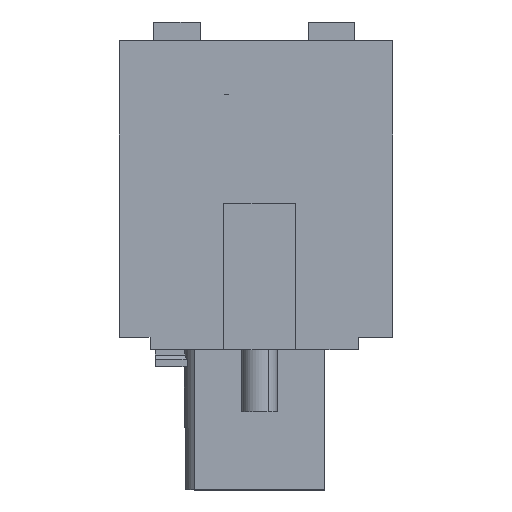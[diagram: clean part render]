
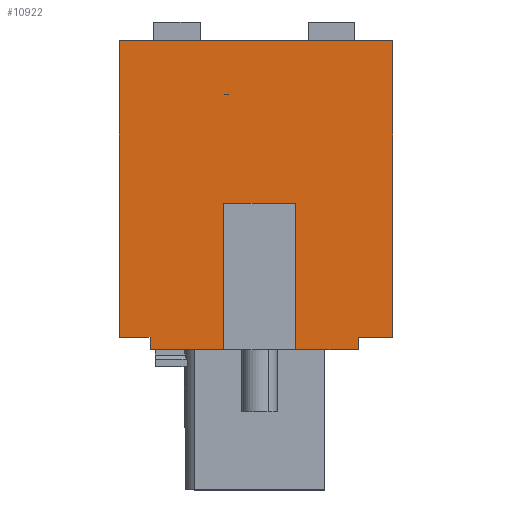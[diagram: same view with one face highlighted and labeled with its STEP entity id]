
A CAD part, left-side view. The second image highlights one B-rep face of the part: STEP entity #10922.
In plain terms, the highlighted planar face has unit normal (-1, 0, 0).
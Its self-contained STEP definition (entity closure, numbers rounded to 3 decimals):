
#10887=AXIS2_PLACEMENT_3D('Plane Axis2P3D',#10884,#10885,#10886) ;
#40=CARTESIAN_POINT('Vertex',(3.375,0.,25.)) ;
#3976=CARTESIAN_POINT('Vertex',(3.375,15.2,25.)) ;
#3979=CARTESIAN_POINT('Line Origine',(3.375,7.6,25.)) ;
#4947=CARTESIAN_POINT('Vertex',(3.375,15.2,8.5)) ;
#4950=CARTESIAN_POINT('Line Origine',(3.375,15.2,16.75)) ;
#5727=CARTESIAN_POINT('Line Origine',(3.375,14.35,8.5)) ;
#5731=CARTESIAN_POINT('Vertex',(3.375,13.5,8.5)) ;
#5764=CARTESIAN_POINT('Vertex',(3.375,13.5,7.8)) ;
#5767=CARTESIAN_POINT('Line Origine',(3.375,13.5,8.15)) ;
#5795=CARTESIAN_POINT('Vertex',(3.375,1.9,7.8)) ;
#5809=CARTESIAN_POINT('Vertex',(3.375,1.9,8.5)) ;
#5812=CARTESIAN_POINT('Line Origine',(3.375,1.9,8.15)) ;
#5824=CARTESIAN_POINT('Line Origine',(3.375,0.95,8.5)) ;
#5828=CARTESIAN_POINT('Vertex',(3.375,0.,8.5)) ;
#5874=CARTESIAN_POINT('Line Origine',(3.375,0.,16.75)) ;
#8891=CARTESIAN_POINT('Line Origine',(3.375,3.65,7.8)) ;
#8895=CARTESIAN_POINT('Vertex',(3.375,5.4,7.8)) ;
#8916=CARTESIAN_POINT('Vertex',(3.375,9.4,7.8)) ;
#8919=CARTESIAN_POINT('Line Origine',(3.375,11.45,7.8)) ;
#10884=CARTESIAN_POINT('Axis2P3D Location',(3.375,0.,0.)) ;
#10889=CARTESIAN_POINT('Line Origine',(3.375,9.4,16.4)) ;
#10893=CARTESIAN_POINT('Vertex',(3.375,9.4,15.95)) ;
#10896=CARTESIAN_POINT('Line Origine',(3.375,7.6,15.95)) ;
#10900=CARTESIAN_POINT('Vertex',(3.375,5.4,15.95)) ;
#10903=CARTESIAN_POINT('Line Origine',(3.375,5.4,16.4)) ;
#3980=DIRECTION('Vector Direction',(0.,1.,0.)) ;
#4951=DIRECTION('Vector Direction',(0.,0.,1.)) ;
#5728=DIRECTION('Vector Direction',(0.,1.,0.)) ;
#5768=DIRECTION('Vector Direction',(0.,0.,1.)) ;
#5813=DIRECTION('Vector Direction',(0.,0.,-1.)) ;
#5825=DIRECTION('Vector Direction',(0.,1.,0.)) ;
#5875=DIRECTION('Vector Direction',(0.,0.,-1.)) ;
#8892=DIRECTION('Vector Direction',(0.,1.,0.)) ;
#8920=DIRECTION('Vector Direction',(0.,1.,0.)) ;
#10885=DIRECTION('Axis2P3D Direction',(-1.,0.,0.)) ;
#10886=DIRECTION('Axis2P3D XDirection',(0.,0.,1.)) ;
#10890=DIRECTION('Vector Direction',(0.,0.,1.)) ;
#10897=DIRECTION('Vector Direction',(0.,1.,0.)) ;
#10904=DIRECTION('Vector Direction',(0.,0.,1.)) ;
#3981=VECTOR('Line Direction',#3980,1.) ;
#4952=VECTOR('Line Direction',#4951,1.) ;
#5729=VECTOR('Line Direction',#5728,1.) ;
#5769=VECTOR('Line Direction',#5768,1.) ;
#5814=VECTOR('Line Direction',#5813,1.) ;
#5826=VECTOR('Line Direction',#5825,1.) ;
#5876=VECTOR('Line Direction',#5875,1.) ;
#8893=VECTOR('Line Direction',#8892,1.) ;
#8921=VECTOR('Line Direction',#8920,1.) ;
#10891=VECTOR('Line Direction',#10890,1.) ;
#10898=VECTOR('Line Direction',#10897,1.) ;
#10905=VECTOR('Line Direction',#10904,1.) ;
#10909=ORIENTED_EDGE('',*,*,#8897,.F.) ;
#10910=ORIENTED_EDGE('',*,*,#5816,.F.) ;
#10911=ORIENTED_EDGE('',*,*,#5830,.F.) ;
#10912=ORIENTED_EDGE('',*,*,#5878,.F.) ;
#10913=ORIENTED_EDGE('',*,*,#3983,.T.) ;
#10914=ORIENTED_EDGE('',*,*,#4954,.F.) ;
#10915=ORIENTED_EDGE('',*,*,#5733,.F.) ;
#10916=ORIENTED_EDGE('',*,*,#5771,.F.) ;
#10917=ORIENTED_EDGE('',*,*,#8923,.F.) ;
#10918=ORIENTED_EDGE('',*,*,#10895,.F.) ;
#10919=ORIENTED_EDGE('',*,*,#10902,.T.) ;
#10920=ORIENTED_EDGE('',*,*,#10907,.T.) ;
#10922=ADVANCED_FACE('HOUSING',(#10921),#10888,.T.) ;
#3983=EDGE_CURVE('',#41,#3977,#3982,.T.) ;
#4954=EDGE_CURVE('',#4948,#3977,#4953,.T.) ;
#5733=EDGE_CURVE('',#5732,#4948,#5730,.T.) ;
#5771=EDGE_CURVE('',#5765,#5732,#5770,.T.) ;
#5816=EDGE_CURVE('',#5810,#5796,#5815,.T.) ;
#5830=EDGE_CURVE('',#5829,#5810,#5827,.T.) ;
#5878=EDGE_CURVE('',#41,#5829,#5877,.T.) ;
#8897=EDGE_CURVE('',#5796,#8896,#8894,.T.) ;
#8923=EDGE_CURVE('',#8917,#5765,#8922,.T.) ;
#10895=EDGE_CURVE('',#10894,#8917,#10892,.F.) ;
#10902=EDGE_CURVE('',#10894,#10901,#10899,.F.) ;
#10907=EDGE_CURVE('',#10901,#8896,#10906,.F.) ;
#10908=EDGE_LOOP('',(#10909,#10910,#10911,#10912,#10913,#10914,#10915,#10916,#10917,#10918,#10919,#10920)) ;
#10921=FACE_OUTER_BOUND('',#10908,.T.) ;
#3982=LINE('Line',#3979,#3981) ;
#4953=LINE('Line',#4950,#4952) ;
#5730=LINE('Line',#5727,#5729) ;
#5770=LINE('Line',#5767,#5769) ;
#5815=LINE('Line',#5812,#5814) ;
#5827=LINE('Line',#5824,#5826) ;
#5877=LINE('Line',#5874,#5876) ;
#8894=LINE('Line',#8891,#8893) ;
#8922=LINE('Line',#8919,#8921) ;
#10892=LINE('Line',#10889,#10891) ;
#10899=LINE('Line',#10896,#10898) ;
#10906=LINE('Line',#10903,#10905) ;
#10888=PLANE('',#10887) ;
#41=VERTEX_POINT('',#40) ;
#3977=VERTEX_POINT('',#3976) ;
#4948=VERTEX_POINT('',#4947) ;
#5732=VERTEX_POINT('',#5731) ;
#5765=VERTEX_POINT('',#5764) ;
#5796=VERTEX_POINT('',#5795) ;
#5810=VERTEX_POINT('',#5809) ;
#5829=VERTEX_POINT('',#5828) ;
#8896=VERTEX_POINT('',#8895) ;
#8917=VERTEX_POINT('',#8916) ;
#10894=VERTEX_POINT('',#10893) ;
#10901=VERTEX_POINT('',#10900) ;
